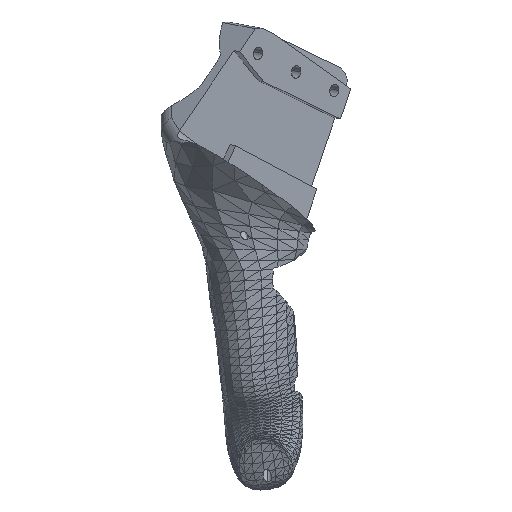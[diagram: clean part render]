
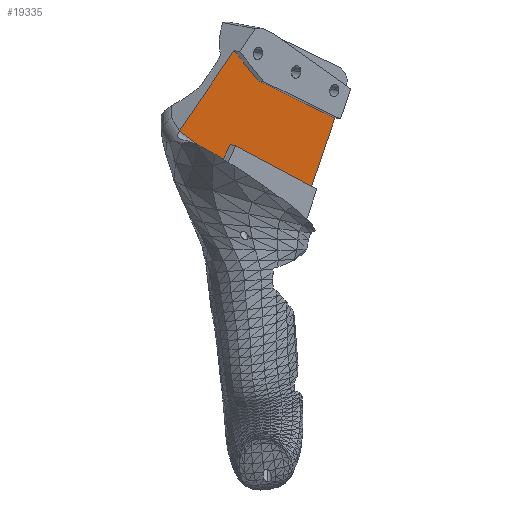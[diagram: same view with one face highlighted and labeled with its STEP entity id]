
A CAD part, top view. The second image highlights one B-rep face of the part: STEP entity #19335.
In plain terms, the highlighted planar face has unit normal (0.677, -0.126, 0.725).
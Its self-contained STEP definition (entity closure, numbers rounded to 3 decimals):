
#3374=DIRECTION('',(-0.318,-0.938,0.134));
#3375=VECTOR('',#3374,17.659);
#3376=CARTESIAN_POINT('',(93.072,-60.6,
-80.462));
#3377=LINE('',#3376,#3375);
#4014=DIRECTION('',(0.663,-0.321,-0.676));
#4015=VECTOR('',#4014,27.426);
#4016=CARTESIAN_POINT('',(74.876,-51.785,
-61.931));
#4017=LINE('',#4016,#4015);
#4022=DIRECTION('',(0.404,0.887,-0.223));
#4023=VECTOR('',#4022,4.692);
#4024=CARTESIAN_POINT('',(66.358,-71.138,
-57.346));
#4025=LINE('',#4024,#4023);
#4026=DIRECTION('',(0.615,-0.444,-0.652));
#4027=VECTOR('',#4026,16.537);
#4028=CARTESIAN_POINT('',(56.189,-63.794,
-46.57));
#4029=LINE('',#4028,#4027);
#4038=DIRECTION('',(0.526,0.772,-0.357));
#4039=VECTOR('',#4038,24.484);
#4040=CARTESIAN_POINT('',(56.3,-63.627,
-46.644));
#4041=LINE('',#4040,#4039);
#4107=CARTESIAN_POINT('',(56.189,-63.794,
-46.57));
#4108=CARTESIAN_POINT('',(56.226,-63.738,
-46.594));
#4109=CARTESIAN_POINT('',(56.263,-63.682,
-46.618));
#4110=CARTESIAN_POINT('',(56.3,-63.627,
-46.644));
#4254=DIRECTION('',(-0.654,0.348,0.672));
#4255=VECTOR('',#4254,29.339);
#4256=CARTESIAN_POINT('',(87.451,-77.172,
-78.098));
#4257=LINE('',#4256,#4255);
#6399=DIRECTION('',(0.509,-0.631,-0.585));
#6400=VECTOR('',#6399,11.188);
#6401=CARTESIAN_POINT('',(69.18,-44.726,
-55.382));
#6402=LINE('',#6401,#6400);
#10979=CARTESIAN_POINT('',(87.451,-77.172,
-78.098));
#10980=CARTESIAN_POINT('',(68.254,-66.977,
-58.392));
#10981=VERTEX_POINT('',#10979);
#10982=VERTEX_POINT('',#10980);
#11101=CARTESIAN_POINT('',(93.072,-60.6,
-80.462));
#11102=VERTEX_POINT('',#11101);
#11249=CARTESIAN_POINT('',(69.18,-44.726,
-55.382));
#11250=VERTEX_POINT('',#11249);
#11459=CARTESIAN_POINT('',(66.358,-71.138,
-57.346));
#11461=VERTEX_POINT('',#11459);
#11643=VERTEX_POINT('',#4107);
#11644=VERTEX_POINT('',#4110);
#12015=CARTESIAN_POINT('',(74.876,-51.785,
-61.931));
#12016=VERTEX_POINT('',#12015);
#19314=CARTESIAN_POINT('',(8.356,-1.558,
8.946));
#19315=DIRECTION('',(0.677,-0.126,0.725));
#19316=DIRECTION('',(0.731,0.,-0.683));
#19317=AXIS2_PLACEMENT_3D('',#19314,#19315,#19316);
#19318=PLANE('',#19317);
#19320=ORIENTED_EDGE('',*,*,#19319,.T.);
#19322=ORIENTED_EDGE('',*,*,#19321,.T.);
#19323=ORIENTED_EDGE('',*,*,#19306,.T.);
#19324=ORIENTED_EDGE('',*,*,#18524,.T.);
#19326=ORIENTED_EDGE('',*,*,#19325,.T.);
#19328=ORIENTED_EDGE('',*,*,#19327,.F.);
#19330=ORIENTED_EDGE('',*,*,#19329,.F.);
#19332=ORIENTED_EDGE('',*,*,#19331,.T.);
#19333=EDGE_LOOP('',(#19320,#19322,#19323,#19324,#19326,#19328,#19330,#19332));
#19334=FACE_OUTER_BOUND('',#19333,.F.);
#19335=ADVANCED_FACE('',(#19334),#19318,.T.);
#4111=B_SPLINE_CURVE_WITH_KNOTS('',3,(#4107,#4108,#4109,#4110),.UNSPECIFIED.,
.F.,.F.,(4,4),(0.,1.),.UNSPECIFIED.);
#18524=EDGE_CURVE('',#11102,#10981,#3377,.T.);
#19306=EDGE_CURVE('',#12016,#11102,#4017,.T.);
#19319=EDGE_CURVE('',#11644,#11250,#4041,.T.);
#19321=EDGE_CURVE('',#11250,#12016,#6402,.T.);
#19325=EDGE_CURVE('',#10981,#10982,#4257,.T.);
#19327=EDGE_CURVE('',#11461,#10982,#4025,.T.);
#19329=EDGE_CURVE('',#11643,#11461,#4029,.T.);
#19331=EDGE_CURVE('',#11643,#11644,#4111,.T.);
